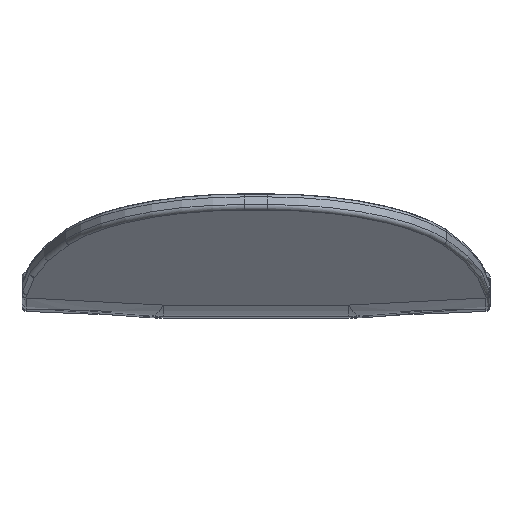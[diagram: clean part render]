
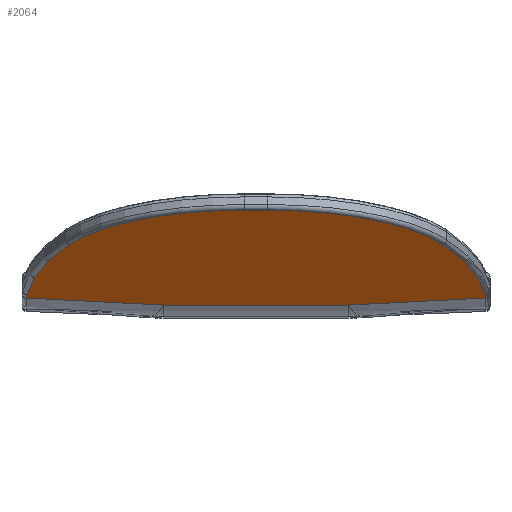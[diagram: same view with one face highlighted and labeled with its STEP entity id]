
A CAD part, top view. The second image highlights one B-rep face of the part: STEP entity #2064.
In plain terms, the highlighted planar face has unit normal (0, -0.951, 0.309).
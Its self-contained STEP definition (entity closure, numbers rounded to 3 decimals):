
#57=PLANE('',#2231);
#95=B_SPLINE_CURVE_WITH_KNOTS('',3,(#3254,#3255,#3256,#3257),
 .UNSPECIFIED.,.F.,.F.,(4,4),(0.263,6.465),
 .UNSPECIFIED.);
#96=B_SPLINE_CURVE_WITH_KNOTS('',3,(#3261,#3262,#3263,#3264),
 .UNSPECIFIED.,.F.,.F.,(4,4),(-6.465,-0.263),
 .UNSPECIFIED.);
#276=FACE_OUTER_BOUND('',#416,.T.);
#416=EDGE_LOOP('',(#1422,#1423,#1424,#1425,#1426,#1427,#1428,#1429,#1430,
#1431,#1432,#1433));
#569=CIRCLE('',#2232,197.103);
#570=CIRCLE('',#2233,86.9);
#571=CIRCLE('',#2234,86.9);
#572=CIRCLE('',#2235,197.103);
#686=LINE('',#2913,#760);
#694=LINE('',#3173,#768);
#697=LINE('',#3259,#771);
#698=LINE('',#3266,#772);
#699=LINE('',#3268,#773);
#700=LINE('',#3274,#774);
#760=VECTOR('',#2429,10.);
#768=VECTOR('',#2461,10.);
#771=VECTOR('',#2466,10.);
#772=VECTOR('',#2467,10.);
#773=VECTOR('',#2468,10.);
#774=VECTOR('',#2473,10.);
#837=VERTEX_POINT('',#2906);
#840=VERTEX_POINT('',#2911);
#866=VERTEX_POINT('',#3172);
#871=VERTEX_POINT('',#3253);
#872=VERTEX_POINT('',#3258);
#873=VERTEX_POINT('',#3260);
#874=VERTEX_POINT('',#3265);
#875=VERTEX_POINT('',#3267);
#876=VERTEX_POINT('',#3269);
#877=VERTEX_POINT('',#3271);
#878=VERTEX_POINT('',#3273);
#879=VERTEX_POINT('',#3275);
#1032=EDGE_CURVE('',#840,#837,#686,.T.);
#1067=EDGE_CURVE('',#866,#837,#694,.T.);
#1073=EDGE_CURVE('',#871,#840,#95,.T.);
#1074=EDGE_CURVE('',#872,#871,#697,.T.);
#1075=EDGE_CURVE('',#873,#872,#96,.T.);
#1076=EDGE_CURVE('',#874,#873,#698,.T.);
#1077=EDGE_CURVE('',#875,#874,#699,.T.);
#1078=EDGE_CURVE('',#876,#875,#569,.T.);
#1079=EDGE_CURVE('',#877,#876,#570,.T.);
#1080=EDGE_CURVE('',#878,#877,#700,.T.);
#1081=EDGE_CURVE('',#879,#878,#571,.T.);
#1082=EDGE_CURVE('',#866,#879,#572,.T.);
#1422=ORIENTED_EDGE('',*,*,#1032,.F.);
#1423=ORIENTED_EDGE('',*,*,#1073,.F.);
#1424=ORIENTED_EDGE('',*,*,#1074,.F.);
#1425=ORIENTED_EDGE('',*,*,#1075,.F.);
#1426=ORIENTED_EDGE('',*,*,#1076,.F.);
#1427=ORIENTED_EDGE('',*,*,#1077,.F.);
#1428=ORIENTED_EDGE('',*,*,#1078,.F.);
#1429=ORIENTED_EDGE('',*,*,#1079,.F.);
#1430=ORIENTED_EDGE('',*,*,#1080,.F.);
#1431=ORIENTED_EDGE('',*,*,#1081,.F.);
#1432=ORIENTED_EDGE('',*,*,#1082,.F.);
#1433=ORIENTED_EDGE('',*,*,#1067,.T.);
#2064=ADVANCED_FACE('',(#276),#57,.T.);
#2231=AXIS2_PLACEMENT_3D('',#3252,#2464,#2465);
#2232=AXIS2_PLACEMENT_3D('',#3270,#2469,#2470);
#2233=AXIS2_PLACEMENT_3D('',#3272,#2471,#2472);
#2234=AXIS2_PLACEMENT_3D('',#3276,#2474,#2475);
#2235=AXIS2_PLACEMENT_3D('',#3277,#2476,#2477);
#2429=DIRECTION('',(0.,0.309,0.951));
#2461=DIRECTION('',(-0.981,0.06,0.185));
#2464=DIRECTION('center_axis',(0.,-0.951,0.309));
#2465=DIRECTION('ref_axis',(0.,-0.309,-0.951));
#2466=DIRECTION('',(-1.,0.,0.));
#2467=DIRECTION('',(0.,-0.309,-0.951));
#2468=DIRECTION('',(0.981,0.06,0.185));
#2469=DIRECTION('center_axis',(0.,0.951,-0.309));
#2470=DIRECTION('ref_axis',(0.957,0.089,0.275));
#2471=DIRECTION('center_axis',(0.,0.951,-0.309));
#2472=DIRECTION('ref_axis',(0.534,0.261,0.804));
#2473=DIRECTION('',(1.,0.,0.));
#2474=DIRECTION('center_axis',(0.,0.951,-0.309));
#2475=DIRECTION('ref_axis',(-0.534,0.261,0.804));
#2476=DIRECTION('center_axis',(0.,0.951,-0.309));
#2477=DIRECTION('ref_axis',(-0.968,0.078,0.239));
#2906=CARTESIAN_POINT('',(2.,5.574,286.642));
#2911=CARTESIAN_POINT('',(2.,4.125,282.181));
#2913=CARTESIAN_POINT('',(2.,12.483,307.904));
#3172=CARTESIAN_POINT('',(2.387,5.551,286.569));
#3173=CARTESIAN_POINT('',(-11.751,6.415,289.228));
#3252=CARTESIAN_POINT('Origin',(0.,43.858,404.467));
#3253=CARTESIAN_POINT('',(63.176,0.973,272.479));
#3254=CARTESIAN_POINT('Ctrl Pts',(63.176,0.973,272.479));
#3255=CARTESIAN_POINT('Ctrl Pts',(42.781,2.019,275.699));
#3256=CARTESIAN_POINT('Ctrl Pts',(22.395,3.08,278.965));
#3257=CARTESIAN_POINT('Ctrl Pts',(2.,4.125,282.181));
#3258=CARTESIAN_POINT('',(146.374,0.973,272.479));
#3259=CARTESIAN_POINT('',(0.,0.973,272.479));
#3260=CARTESIAN_POINT('',(207.55,4.125,282.181));
#3261=CARTESIAN_POINT('Ctrl Pts',(207.55,4.125,282.181));
#3262=CARTESIAN_POINT('Ctrl Pts',(187.155,3.08,278.965));
#3263=CARTESIAN_POINT('Ctrl Pts',(166.769,2.019,275.699));
#3264=CARTESIAN_POINT('Ctrl Pts',(146.374,0.973,272.479));
#3265=CARTESIAN_POINT('',(207.55,5.574,286.642));
#3266=CARTESIAN_POINT('',(207.55,12.96,309.373));
#3267=CARTESIAN_POINT('',(207.163,5.551,286.569));
#3268=CARTESIAN_POINT('',(120.266,0.24,270.226));
#3269=CARTESIAN_POINT('',(188.38,27.939,355.472));
#3270=CARTESIAN_POINT('Origin',(10.447,1.737,274.83));
#3271=CARTESIAN_POINT('',(109.932,43.24,402.565));
#3272=CARTESIAN_POINT('Origin',(109.932,16.387,319.918));
#3273=CARTESIAN_POINT('',(99.618,43.24,402.565));
#3274=CARTESIAN_POINT('',(0.,43.24,402.565));
#3275=CARTESIAN_POINT('',(21.17,27.939,355.472));
#3276=CARTESIAN_POINT('Origin',(99.618,16.387,319.918));
#3277=CARTESIAN_POINT('Origin',(199.103,1.737,274.83));
